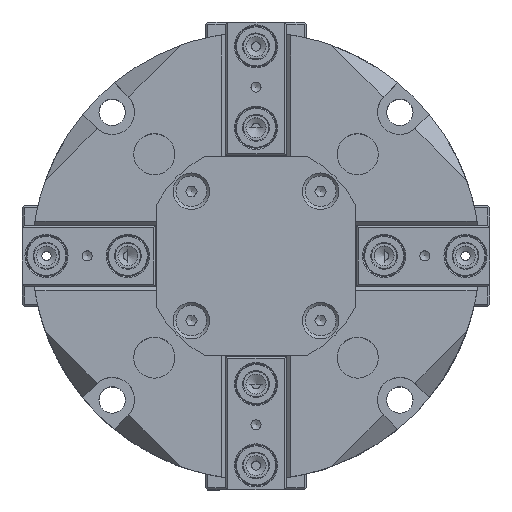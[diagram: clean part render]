
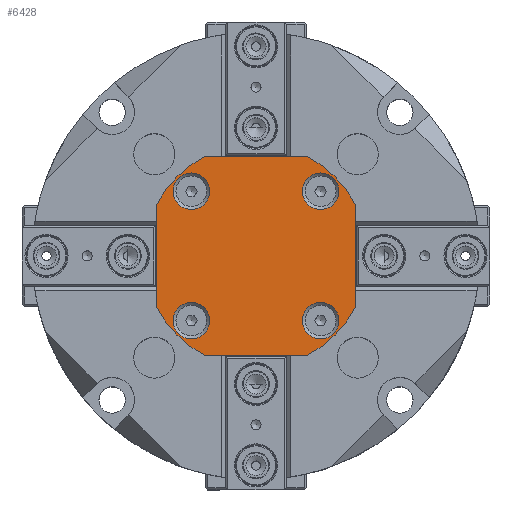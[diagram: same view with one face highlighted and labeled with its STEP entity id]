
A CAD part, top view. The second image highlights one B-rep face of the part: STEP entity #6428.
In plain terms, the highlighted planar face has unit normal (0, 0, 1).
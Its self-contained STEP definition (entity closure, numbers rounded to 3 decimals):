
#212=FACE_BOUND('',#1087,.T.);
#213=FACE_BOUND('',#1088,.T.);
#214=FACE_BOUND('',#1089,.T.);
#215=FACE_BOUND('',#1090,.T.);
#405=PLANE('',#7179);
#706=FACE_OUTER_BOUND('',#1086,.T.);
#1086=EDGE_LOOP('',(#5590,#5591,#5592,#5593,#5594,#5595,#5596,#5597));
#1087=EDGE_LOOP('',(#5598,#5599));
#1088=EDGE_LOOP('',(#5600,#5601));
#1089=EDGE_LOOP('',(#5602,#5603));
#1090=EDGE_LOOP('',(#5604,#5605));
#1418=CIRCLE('',#7136,4.5);
#1419=CIRCLE('',#7137,4.5);
#1423=CIRCLE('',#7143,4.5);
#1424=CIRCLE('',#7144,4.5);
#1428=CIRCLE('',#7150,4.5);
#1429=CIRCLE('',#7151,4.5);
#1433=CIRCLE('',#7157,4.5);
#1434=CIRCLE('',#7158,4.5);
#1439=CIRCLE('',#7165,27.5);
#1441=CIRCLE('',#7169,27.5);
#1443=CIRCLE('',#7173,27.5);
#1445=CIRCLE('',#7177,27.5);
#1826=LINE('',#11707,#2331);
#1830=LINE('',#11719,#2335);
#1834=LINE('',#11731,#2339);
#1838=LINE('',#11741,#2343);
#2331=VECTOR('',#8742,10.);
#2335=VECTOR('',#8754,10.);
#2339=VECTOR('',#8766,10.);
#2343=VECTOR('',#8778,10.);
#3051=VERTEX_POINT('',#11639);
#3052=VERTEX_POINT('',#11640);
#3056=VERTEX_POINT('',#11653);
#3057=VERTEX_POINT('',#11654);
#3061=VERTEX_POINT('',#11667);
#3062=VERTEX_POINT('',#11668);
#3066=VERTEX_POINT('',#11681);
#3067=VERTEX_POINT('',#11682);
#3073=VERTEX_POINT('',#11698);
#3074=VERTEX_POINT('',#11700);
#3076=VERTEX_POINT('',#11706);
#3078=VERTEX_POINT('',#11712);
#3080=VERTEX_POINT('',#11718);
#3082=VERTEX_POINT('',#11724);
#3084=VERTEX_POINT('',#11730);
#3086=VERTEX_POINT('',#11736);
#3905=EDGE_CURVE('',#3051,#3052,#1418,.T.);
#3906=EDGE_CURVE('',#3052,#3051,#1419,.T.);
#3912=EDGE_CURVE('',#3056,#3057,#1423,.T.);
#3913=EDGE_CURVE('',#3057,#3056,#1424,.T.);
#3919=EDGE_CURVE('',#3061,#3062,#1428,.T.);
#3920=EDGE_CURVE('',#3062,#3061,#1429,.T.);
#3926=EDGE_CURVE('',#3066,#3067,#1433,.T.);
#3927=EDGE_CURVE('',#3067,#3066,#1434,.T.);
#3935=EDGE_CURVE('',#3074,#3073,#1439,.T.);
#3938=EDGE_CURVE('',#3076,#3074,#1826,.T.);
#3941=EDGE_CURVE('',#3078,#3076,#1441,.T.);
#3944=EDGE_CURVE('',#3080,#3078,#1830,.T.);
#3947=EDGE_CURVE('',#3082,#3080,#1443,.T.);
#3950=EDGE_CURVE('',#3084,#3082,#1834,.T.);
#3953=EDGE_CURVE('',#3086,#3084,#1445,.T.);
#3956=EDGE_CURVE('',#3073,#3086,#1838,.T.);
#5590=ORIENTED_EDGE('',*,*,#3956,.T.);
#5591=ORIENTED_EDGE('',*,*,#3953,.T.);
#5592=ORIENTED_EDGE('',*,*,#3950,.T.);
#5593=ORIENTED_EDGE('',*,*,#3947,.T.);
#5594=ORIENTED_EDGE('',*,*,#3944,.T.);
#5595=ORIENTED_EDGE('',*,*,#3941,.T.);
#5596=ORIENTED_EDGE('',*,*,#3938,.T.);
#5597=ORIENTED_EDGE('',*,*,#3935,.T.);
#5598=ORIENTED_EDGE('',*,*,#3905,.T.);
#5599=ORIENTED_EDGE('',*,*,#3906,.T.);
#5600=ORIENTED_EDGE('',*,*,#3912,.T.);
#5601=ORIENTED_EDGE('',*,*,#3913,.T.);
#5602=ORIENTED_EDGE('',*,*,#3919,.T.);
#5603=ORIENTED_EDGE('',*,*,#3920,.T.);
#5604=ORIENTED_EDGE('',*,*,#3926,.T.);
#5605=ORIENTED_EDGE('',*,*,#3927,.T.);
#6428=ADVANCED_FACE('',(#706,#212,#213,#214,#215),#405,.T.);
#7136=AXIS2_PLACEMENT_3D('',#11641,#8669,#8670);
#7137=AXIS2_PLACEMENT_3D('',#11642,#8671,#8672);
#7143=AXIS2_PLACEMENT_3D('',#11655,#8685,#8686);
#7144=AXIS2_PLACEMENT_3D('',#11656,#8687,#8688);
#7150=AXIS2_PLACEMENT_3D('',#11669,#8701,#8702);
#7151=AXIS2_PLACEMENT_3D('',#11670,#8703,#8704);
#7157=AXIS2_PLACEMENT_3D('',#11683,#8717,#8718);
#7158=AXIS2_PLACEMENT_3D('',#11684,#8719,#8720);
#7165=AXIS2_PLACEMENT_3D('',#11701,#8736,#8737);
#7169=AXIS2_PLACEMENT_3D('',#11713,#8748,#8749);
#7173=AXIS2_PLACEMENT_3D('',#11725,#8760,#8761);
#7177=AXIS2_PLACEMENT_3D('',#11737,#8772,#8773);
#7179=AXIS2_PLACEMENT_3D('',#11742,#8779,#8780);
#8669=DIRECTION('center_axis',(0.,0.,-1.));
#8670=DIRECTION('ref_axis',(1.,0.,0.));
#8671=DIRECTION('center_axis',(0.,0.,-1.));
#8672=DIRECTION('ref_axis',(1.,0.,0.));
#8685=DIRECTION('center_axis',(0.,0.,-1.));
#8686=DIRECTION('ref_axis',(1.,0.,0.));
#8687=DIRECTION('center_axis',(0.,0.,-1.));
#8688=DIRECTION('ref_axis',(1.,0.,0.));
#8701=DIRECTION('center_axis',(0.,0.,-1.));
#8702=DIRECTION('ref_axis',(1.,0.,0.));
#8703=DIRECTION('center_axis',(0.,0.,-1.));
#8704=DIRECTION('ref_axis',(1.,0.,0.));
#8717=DIRECTION('center_axis',(0.,0.,-1.));
#8718=DIRECTION('ref_axis',(1.,0.,0.));
#8719=DIRECTION('center_axis',(0.,0.,-1.));
#8720=DIRECTION('ref_axis',(1.,0.,0.));
#8736=DIRECTION('center_axis',(0.,0.,1.));
#8737=DIRECTION('ref_axis',(-0.461,0.887,0.));
#8742=DIRECTION('',(-1.,0.,0.));
#8748=DIRECTION('center_axis',(0.,0.,1.));
#8749=DIRECTION('ref_axis',(0.887,0.461,0.));
#8754=DIRECTION('',(0.,1.,0.));
#8760=DIRECTION('center_axis',(0.,0.,1.));
#8761=DIRECTION('ref_axis',(0.461,-0.887,0.));
#8766=DIRECTION('',(1.,0.,0.));
#8772=DIRECTION('center_axis',(0.,0.,1.));
#8773=DIRECTION('ref_axis',(-0.887,-0.461,0.));
#8778=DIRECTION('',(0.,-1.,0.));
#8779=DIRECTION('center_axis',(0.,0.,1.));
#8780=DIRECTION('ref_axis',(1.,0.,0.));
#11639=CARTESIAN_POINT('',(20.4,-15.9,3.));
#11640=CARTESIAN_POINT('',(11.4,-15.9,3.));
#11641=CARTESIAN_POINT('Origin',(15.9,-15.9,3.));
#11642=CARTESIAN_POINT('Origin',(15.9,-15.9,3.));
#11653=CARTESIAN_POINT('',(-11.4,15.9,3.));
#11654=CARTESIAN_POINT('',(-20.4,15.9,3.));
#11655=CARTESIAN_POINT('Origin',(-15.9,15.9,3.));
#11656=CARTESIAN_POINT('Origin',(-15.9,15.9,3.));
#11667=CARTESIAN_POINT('',(20.4,15.9,3.));
#11668=CARTESIAN_POINT('',(11.4,15.9,3.));
#11669=CARTESIAN_POINT('Origin',(15.9,15.9,3.));
#11670=CARTESIAN_POINT('Origin',(15.9,15.9,3.));
#11681=CARTESIAN_POINT('',(-11.4,-15.9,3.));
#11682=CARTESIAN_POINT('',(-20.4,-15.9,3.));
#11683=CARTESIAN_POINT('Origin',(-15.9,-15.9,3.));
#11684=CARTESIAN_POINT('Origin',(-15.9,-15.9,3.));
#11698=CARTESIAN_POINT('',(-24.4,12.684,3.));
#11700=CARTESIAN_POINT('',(-12.684,24.4,3.));
#11701=CARTESIAN_POINT('Origin',(0.,0.,3.));
#11706=CARTESIAN_POINT('',(12.684,24.4,3.));
#11707=CARTESIAN_POINT('',(12.684,24.4,3.));
#11712=CARTESIAN_POINT('',(24.4,12.684,3.));
#11713=CARTESIAN_POINT('Origin',(0.,0.,3.));
#11718=CARTESIAN_POINT('',(24.4,-12.684,3.));
#11719=CARTESIAN_POINT('',(24.4,-12.684,3.));
#11724=CARTESIAN_POINT('',(12.684,-24.4,3.));
#11725=CARTESIAN_POINT('Origin',(0.,0.,3.));
#11730=CARTESIAN_POINT('',(-12.684,-24.4,3.));
#11731=CARTESIAN_POINT('',(-12.684,-24.4,3.));
#11736=CARTESIAN_POINT('',(-24.4,-12.684,3.));
#11737=CARTESIAN_POINT('Origin',(0.,0.,3.));
#11741=CARTESIAN_POINT('',(-24.4,12.684,3.));
#11742=CARTESIAN_POINT('Origin',(0.,0.,3.));
